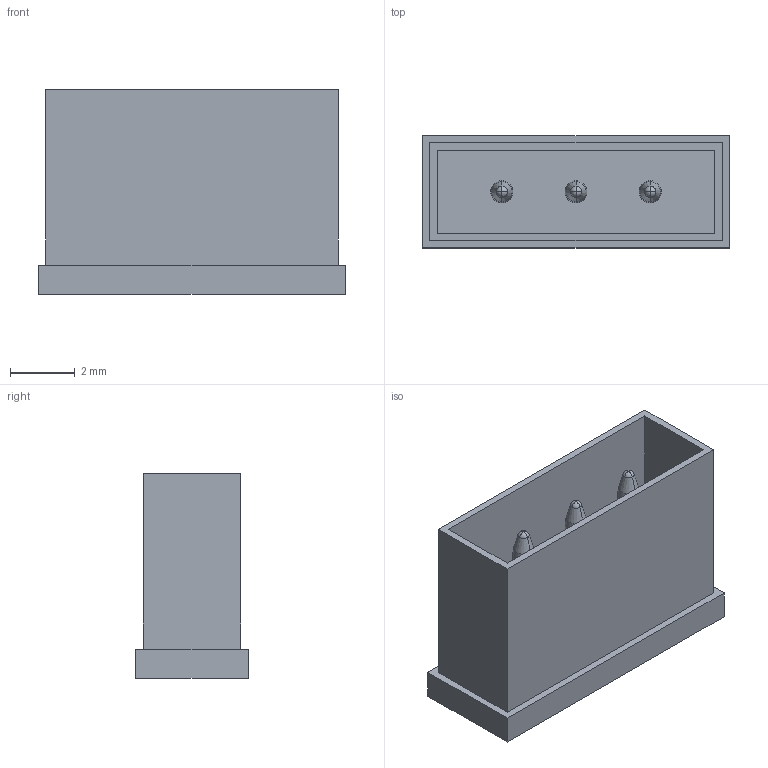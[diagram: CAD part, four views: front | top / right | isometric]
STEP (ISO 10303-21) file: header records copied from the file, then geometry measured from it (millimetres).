
FILE_DESCRIPTION(('produced by SPATIAL CORP'),'2;1');
FILE_NAME( 'conn3_.prt.hh.sat.stp','2002-04-19T14:06:36+00:00',('SPATIAL CORP'),('SPATIAL CORP'), 'ACIS STEP Husk','http://www.spatial.com','SPATIAL CORP');
FILE_SCHEMA(('CONFIG_CONTROL_DESIGN'));
Length unit declared in the file: millimetre
Products named in the file (1): PRODUCT_ID_1
Bounding box: 9.45 x 3.45 x 6.3 mm (x, y, z)
Volume: 62.3 mm3; surface area: 367.1 mm2
Topology: 1 solids, 1 shells, 46 faces, 108 edges, 57 vertices
Faces by surface type: plane 16, sphere 12, cone 6, bspline 6, cylinder 6
Entity records: 1305 total; most frequent: CARTESIAN_POINT 307, ORIENTED_EDGE 192, DIRECTION 182, EDGE_CURVE 96, AXIS2_PLACEMENT_3D 67, VERTEX_POINT 57, EDGE_LOOP 51, FACE_BOUND 51
